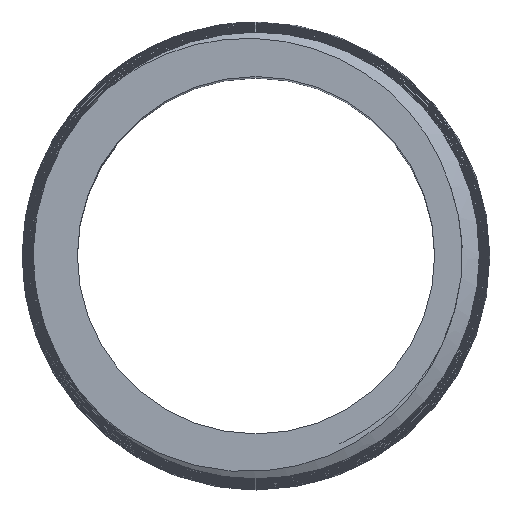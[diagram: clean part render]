
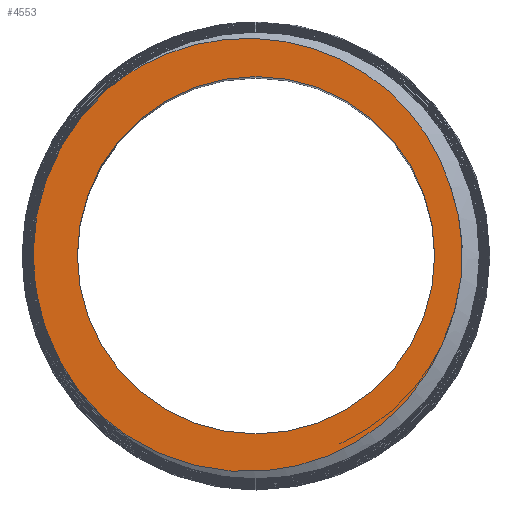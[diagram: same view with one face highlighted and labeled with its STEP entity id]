
A CAD part, top view. The second image highlights one B-rep face of the part: STEP entity #4553.
In plain terms, the highlighted planar face has unit normal (0, 0, 1).
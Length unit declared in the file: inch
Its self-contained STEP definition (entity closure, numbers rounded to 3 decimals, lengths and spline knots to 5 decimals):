
#74=CARTESIAN_POINT('',(0.,0.,1.));
#75=DIRECTION('',(0.,0.,-1.));
#76=DIRECTION('',(1.,0.,0.));
#77=AXIS2_PLACEMENT_3D('',#74,#75,#76);
#79=CARTESIAN_POINT('',(0.,0.,1.));
#80=DIRECTION('',(0.,0.,-1.));
#81=DIRECTION('',(-1.,0.,0.));
#82=AXIS2_PLACEMENT_3D('',#79,#80,#81);
#84=CARTESIAN_POINT('',(0.44135,0.15359,1.));
#85=CARTESIAN_POINT('',(0.43496,0.17472,1.));
#86=CARTESIAN_POINT('',(0.41952,0.21502,1.));
#87=CARTESIAN_POINT('',(0.38969,0.26964,1.));
#88=CARTESIAN_POINT('',(0.3533,0.31959,1.));
#89=CARTESIAN_POINT('',(0.31029,0.36487,1.));
#90=CARTESIAN_POINT('',(0.26102,0.40463,1.));
#91=CARTESIAN_POINT('',(0.20739,0.43733,1.));
#92=CARTESIAN_POINT('',(0.1499,0.46284,1.));
#93=CARTESIAN_POINT('',(0.08951,0.48076,1.));
#94=CARTESIAN_POINT('',(0.02672,0.4908,1.));
#95=CARTESIAN_POINT('',(-0.03671,0.49265,1.));
#96=CARTESIAN_POINT('',(-0.09987,0.4863,1.));
#97=CARTESIAN_POINT('',(-0.16064,0.47229,1.));
#98=CARTESIAN_POINT('',(-0.22039,0.45035,1.));
#99=CARTESIAN_POINT('',(-0.2786,0.42006,1.));
#100=CARTESIAN_POINT('',(-0.31714,0.39291,1.));
#101=CARTESIAN_POINT('',(-0.33599,0.37738,1.));
#103=CARTESIAN_POINT('',(0.42091,-0.20365,1.));
#104=CARTESIAN_POINT('',(0.4287,-0.18752,1.));
#105=CARTESIAN_POINT('',(0.44222,-0.15478,1.));
#106=CARTESIAN_POINT('',(0.45663,-0.10474,1.));
#107=CARTESIAN_POINT('',(0.46547,-0.05282,1.));
#108=CARTESIAN_POINT('',(0.46841,-0.00057,1.));
#109=CARTESIAN_POINT('',(0.46549,0.05185,1.));
#110=CARTESIAN_POINT('',(0.45673,0.10355,1.));
#111=CARTESIAN_POINT('',(0.44712,0.13705,1.));
#112=CARTESIAN_POINT('',(0.44135,0.15359,1.));
#114=CARTESIAN_POINT('',(-0.34808,-0.36625,1.));
#115=CARTESIAN_POINT('',(-0.33816,-0.37497,1.));
#116=CARTESIAN_POINT('',(-0.31703,-0.39211,1.));
#117=CARTESIAN_POINT('',(-0.28178,-0.41621,1.));
#118=CARTESIAN_POINT('',(-0.24074,-0.43929,1.));
#119=CARTESIAN_POINT('',(-0.19163,-0.46076,1.));
#120=CARTESIAN_POINT('',(-0.13358,-0.47865,1.));
#121=CARTESIAN_POINT('',(-0.06524,-0.49008,1.));
#122=CARTESIAN_POINT('',(0.00519,-0.49141,1.));
#123=CARTESIAN_POINT('',(0.07171,-0.48329,1.));
#124=CARTESIAN_POINT('',(0.13561,-0.46659,1.));
#125=CARTESIAN_POINT('',(0.19762,-0.44089,1.));
#126=CARTESIAN_POINT('',(0.25522,-0.40697,1.));
#127=CARTESIAN_POINT('',(0.30765,-0.36527,1.));
#128=CARTESIAN_POINT('',(0.35333,-0.31712,1.));
#129=CARTESIAN_POINT('',(0.39189,-0.26299,1.));
#130=CARTESIAN_POINT('',(0.41213,-0.22398,1.));
#131=CARTESIAN_POINT('',(0.42091,-0.20365,1.));
#133=CARTESIAN_POINT('',(0.,0.,1.));
#134=DIRECTION('',(0.,0.,1.));
#135=DIRECTION('',(-0.665,0.747,0.));
#136=AXIS2_PLACEMENT_3D('',#133,#134,#135);
#4328=CARTESIAN_POINT('',(0.405,0.,1.));
#4329=CARTESIAN_POINT('',(-0.405,0.,1.));
#4330=VERTEX_POINT('',#4328);
#4331=VERTEX_POINT('',#4329);
#4338=VERTEX_POINT('',#84);
#4339=VERTEX_POINT('',#101);
#4340=VERTEX_POINT('',#114);
#4341=VERTEX_POINT('',#131);
#4534=CARTESIAN_POINT('',(0.,0.,1.));
#4535=DIRECTION('',(0.,0.,1.));
#4536=DIRECTION('',(1.,0.,0.));
#4537=AXIS2_PLACEMENT_3D('',#4534,#4535,#4536);
#4538=PLANE('',#4537);
#4540=ORIENTED_EDGE('',*,*,#4539,.F.);
#4542=ORIENTED_EDGE('',*,*,#4541,.F.);
#4544=ORIENTED_EDGE('',*,*,#4543,.F.);
#4546=ORIENTED_EDGE('',*,*,#4545,.F.);
#4547=EDGE_LOOP('',(#4540,#4542,#4544,#4546));
#4548=FACE_OUTER_BOUND('',#4547,.F.);
#4549=ORIENTED_EDGE('',*,*,#4514,.F.);
#4550=ORIENTED_EDGE('',*,*,#4528,.F.);
#4551=EDGE_LOOP('',(#4549,#4550));
#4552=FACE_BOUND('',#4551,.F.);
#4553=ADVANCED_FACE('',(#4548,#4552),#4538,.T.);
#78=CIRCLE('',#77,0.405);
#83=CIRCLE('',#82,0.405);
#102=B_SPLINE_CURVE_WITH_KNOTS('',3,(#84,#85,#86,#87,#88,#89,#90,#91,#92,#93,
#94,#95,#96,#97,#98,#99,#100,#101),.UNSPECIFIED.,.F.,.F.,(4,1,1,1,1,1,1,1,1,1,1,
1,1,1,1,4),(0.,0.06667,0.13333,0.2,0.26667,
0.33333,0.4,0.46667,0.53333,0.6,
0.66667,0.73333,0.8,0.86667,0.93333,
1.),.UNSPECIFIED.);
#113=B_SPLINE_CURVE_WITH_KNOTS('',3,(#103,#104,#105,#106,#107,#108,#109,#110,
#111,#112),.UNSPECIFIED.,.F.,.F.,(4,1,1,1,1,1,1,4),(0.,0.14286,
0.28571,0.42857,0.57143,0.71429,
0.85714,1.),.UNSPECIFIED.);
#132=B_SPLINE_CURVE_WITH_KNOTS('',3,(#114,#115,#116,#117,#118,#119,#120,#121,
#122,#123,#124,#125,#126,#127,#128,#129,#130,#131),.UNSPECIFIED.,.F.,.F.,(4,1,1,
1,1,1,1,1,1,1,1,1,1,1,1,4),(0.,0.06667,0.13333,0.2,
0.26667,0.33333,0.4,0.46667,0.53333,
0.6,0.66667,0.73333,0.8,0.86667,
0.93333,1.),.UNSPECIFIED.);
#137=CIRCLE('',#136,0.50528);
#4514=EDGE_CURVE('',#4330,#4331,#78,.T.);
#4528=EDGE_CURVE('',#4331,#4330,#83,.T.);
#4539=EDGE_CURVE('',#4338,#4339,#102,.T.);
#4541=EDGE_CURVE('',#4341,#4338,#113,.T.);
#4543=EDGE_CURVE('',#4340,#4341,#132,.T.);
#4545=EDGE_CURVE('',#4339,#4340,#137,.T.);
